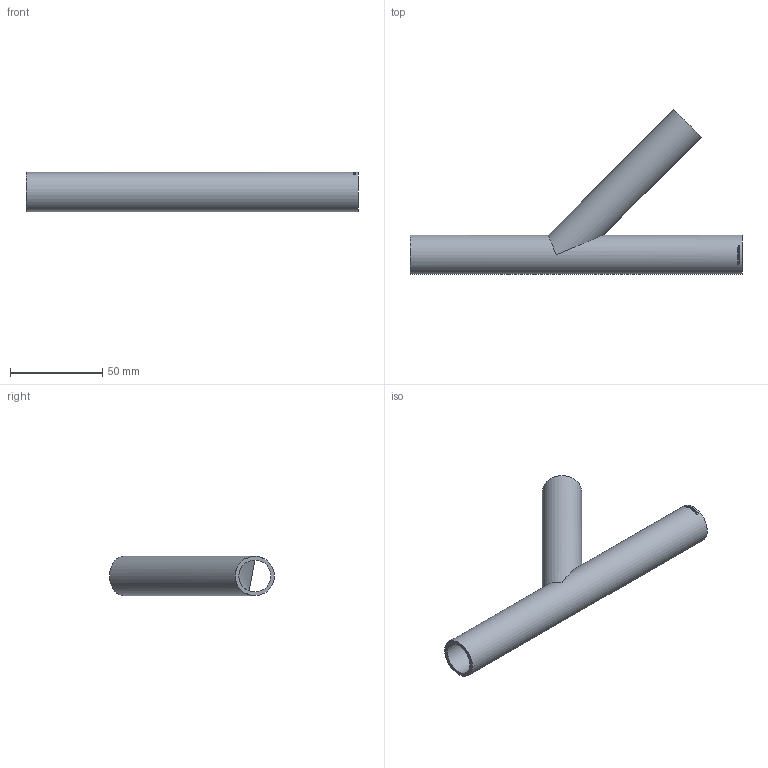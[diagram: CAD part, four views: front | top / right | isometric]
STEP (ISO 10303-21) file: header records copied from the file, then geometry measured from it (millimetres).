
FILE_DESCRIPTION (( 'STEP AP214' ), '1' );
FILE_NAME ('TR45-021X20-x T-Stück 45°geschweisst Ø21,3 L180 1911.STEP', '2019-11-15T09:05:48', ( '' ), ( '' ), 'SwSTEP 2.0', 'SolidWorks 2016', '' );
FILE_SCHEMA (( 'AUTOMOTIVE_DESIGN' ));
Length unit declared in the file: millimetre
Products named in the file (1): TR45-021X20-x T-Stück 45°geschweisst Ø21,3 L180  1911
Bounding box: 180 x 89.39 x 21.3 mm (x, y, z)
Volume: 31925.8 mm3; surface area: 32276.6 mm2
Topology: 1 solids, 1 shells, 175 faces, 474 edges, 316 vertices
Faces by surface type: bspline 90, plane 62, cylinder 23
Full cylindrical faces by diameter (mm): 17.3 x2, 21.3 x2
Entity records: 11959 total; most frequent: CARTESIAN_POINT 6603, ORIENTED_EDGE 914, EDGE_CURVE 457, DIRECTION 411, VERTEX_POINT 308, B_SPLINE_CURVE_WITH_KNOTS 288, EDGE_LOOP 199, FACE_OUTER_BOUND 177
